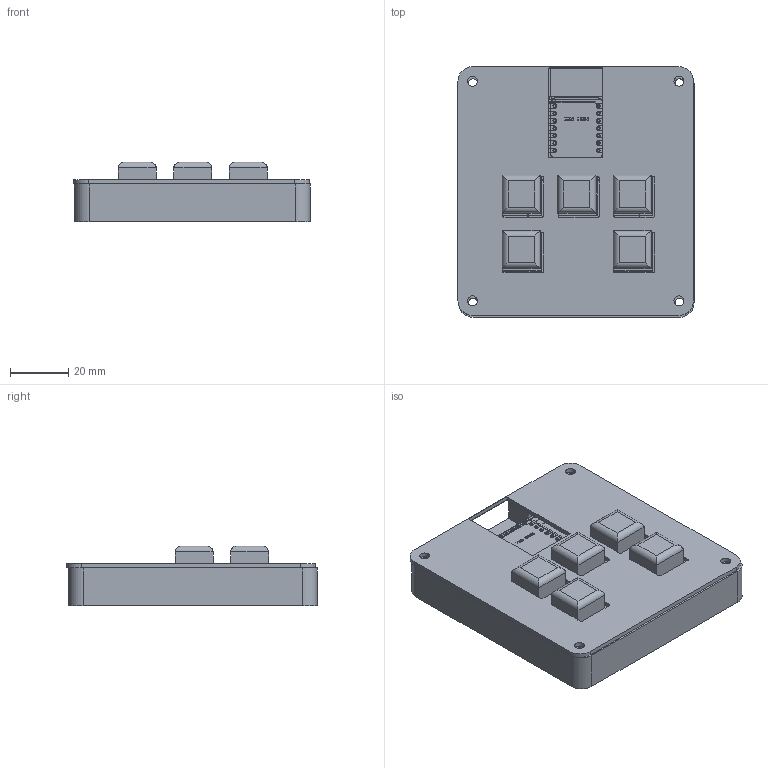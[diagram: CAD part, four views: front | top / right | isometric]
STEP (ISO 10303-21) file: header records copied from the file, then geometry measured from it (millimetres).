
FILE_DESCRIPTION(/* description */ (''),/* implementation_level */ '2;1');
FILE_NAME(/* name */ 'assembled_macropad.step',/* time_stamp */ '2025-07-04T16:31:30-07:00',/* author */ (''),/* organization */ (''),/* preprocessor_version */ 'ST-DEVELOPER v20.1',/* originating_system */ 'Autodesk Translation Framework v14.10.0.0',/* authorisation */ '');
FILE_SCHEMA (('AUTOMOTIVE_DESIGN { 1 0 10303 214 3 1 1 }'));
Products named in the file (7): 2025-07-04-16-15-40-513; 2025-07-04-16-21-31-225; 2025-07-04-16-21-31-235; 2025-07-04-16-21-31-235_1; 2025-07-04-16-21-31-235_2; 2025-07-04-16-21-31-236; 2025-07-04-16-21-31-236_1
Assembly tree (6 placements, depth 4):
  2025-07-04-16-15-40-513
    2025-07-04-16-21-31-225
      2025-07-04-16-21-31-235
        2025-07-04-16-21-31-235_1
        2025-07-04-16-21-31-235_2
        2025-07-04-16-21-31-236
        2025-07-04-16-21-31-236_1
Bounding box: 80.89 x 85.83 x 20.48 mm (x, y, z)
Volume: 69779.9 mm3; surface area: 53609.9 mm2
Topology: 24 solids, 89 shells, 1397 faces, 5035 edges, 3841 vertices
Faces by surface type: plane 710, bspline 433, cylinder 254
Full cylindrical faces by diameter (mm): 0.839 x14, 0.889 x28, 1.45 x10, 1.5 x20, 1.524 x14, 1.7 x10, 2.2 x20, 3 x4, 3.4 x4, 4 x5, 6 x4
Entity records: 59198 total; most frequent: CARTESIAN_POINT 17652, ORIENTED_EDGE 8595, DIRECTION 7060, EDGE_CURVE 5035, VERTEX_POINT 3841, LINE 3232, VECTOR 3232, AXIS2_PLACEMENT_3D 1914
